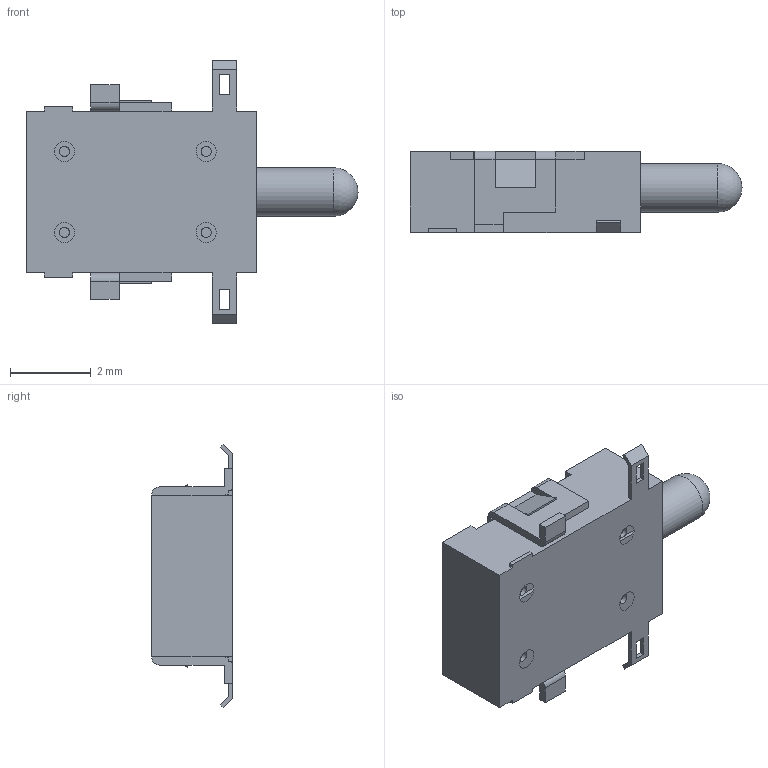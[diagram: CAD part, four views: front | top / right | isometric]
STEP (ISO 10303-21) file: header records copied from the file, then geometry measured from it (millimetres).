
FILE_DESCRIPTION(/* description */ (''),/* implementation_level */ '2;1');
FILE_NAME(/* name */ '900AHQ.stp',/* time_stamp */ '2024-02-23T11:16:43-06:00',/* author */ ('mwilliams'),/* organization */ (''),/* preprocessor_version */ 'ST-DEVELOPER v18.1',/* originating_system */ 'Autodesk Inventor 2022',/* authorisation */ '');
FILE_SCHEMA (('AUTOMOTIVE_DESIGN { 1 0 10303 214 3 1 1 }'));
Length unit declared in the file: inch
Products named in the file (1): 900AGQ
Bounding box: 8.2 x 2 x 6.5 mm (x, y, z)
Volume: 36.1 mm3; surface area: 184.2 mm2
Topology: 1 solids, 1 shells, 148 faces, 410 edges, 268 vertices
Faces by surface type: plane 123, cylinder 20, cone 4, sphere 1
Full cylindrical faces by diameter (mm): 0.25 x4, 1.2 x1
Entity records: 4827 total; most frequent: CARTESIAN_POINT 826, ORIENTED_EDGE 818, DIRECTION 761, EDGE_CURVE 409, LINE 355, VECTOR 355, VERTEX_POINT 268, AXIS2_PLACEMENT_3D 203
